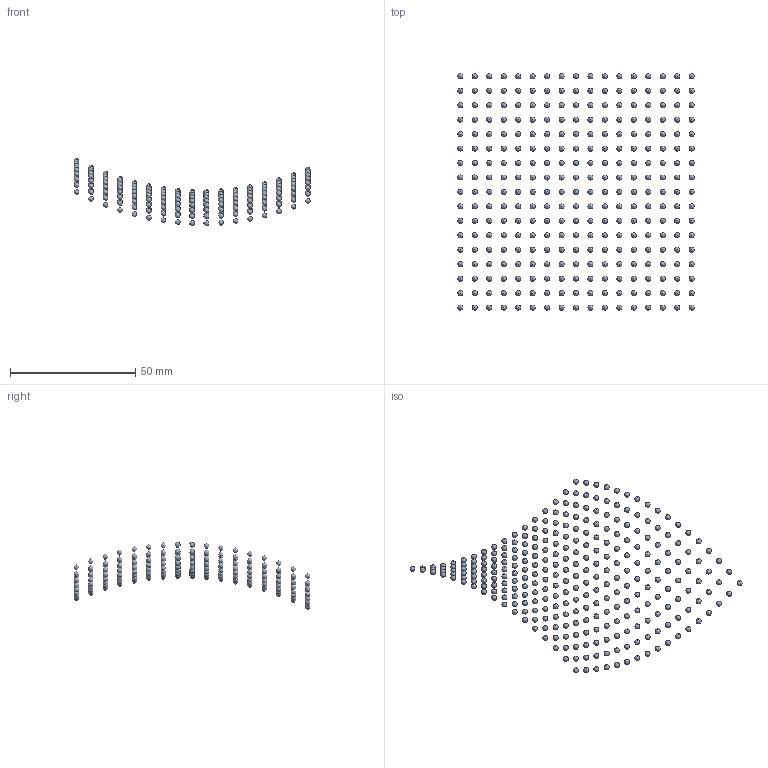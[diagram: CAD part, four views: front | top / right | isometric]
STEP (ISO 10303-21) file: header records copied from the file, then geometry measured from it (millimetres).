
FILE_DESCRIPTION(('Open CASCADE Model'),'2;1');
FILE_NAME('Open CASCADE Shape Model','2024-05-27T13:27:41',('Author'),( 'Open CASCADE'),'Open CASCADE STEP processor 7.7','Open CASCADE 7.7' ,'Unknown');
FILE_SCHEMA(('AUTOMOTIVE_DESIGN { 1 0 10303 214 1 1 1 1 }'));
Length unit declared in the file: millimetre
Products named in the file (290): Open CASCADE STEP translator 7.7 73; Open CASCADE STEP translator 7.7 73.1; Open CASCADE STEP translator 7.7 73.2; Open CASCADE STEP translator 7.7 73.3; Open CASCADE STEP translator 7.7 73.4; Open CASCADE STEP translator 7.7 73.5; Open CASCADE STEP translator 7.7 73.6; Open CASCADE STEP translator 7.7 73.7; Open CASCADE STEP translator 7.7 73.8; Open CASCADE STEP translator 7.7 73.9; Open CASCADE STEP translator 7.7 73.10; Open CASCADE STEP translator 7.7 73.11; Open CASCADE STEP translator 7.7 73.12; Open CASCADE STEP translator 7.7 73.13; Open CASCADE STEP translator 7.7 73.14; Open CASCADE STEP translator 7.7 73.15; Open CASCADE STEP translator 7.7 73.16; Open CASCADE STEP translator 7.7 73.17; Open CASCADE STEP translator 7.7 73.18; Open CASCADE STEP translator 7.7 73.19; Open CASCADE STEP translator 7.7 73.20; Open CASCADE STEP translator 7.7 73.21; Open CASCADE STEP translator 7.7 73.22; Open CASCADE STEP translator 7.7 73.23; Open CASCADE STEP translator 7.7 73.24; Open CASCADE STEP translator 7.7 73.25; Open CASCADE STEP translator 7.7 73.26; Open CASCADE STEP translator 7.7 73.27; Open CASCADE STEP translator 7.7 73.28; Open CASCADE STEP translator 7.7 73.29; Open CASCADE STEP translator 7.7 73.30; Open CASCADE STEP translator 7.7 73.31; Open CASCADE STEP translator 7.7 73.32; Open CASCADE STEP translator 7.7 73.33; Open CASCADE STEP translator 7.7 73.34; Open CASCADE STEP translator 7.7 73.35; Open CASCADE STEP translator 7.7 73.36; Open CASCADE STEP translator 7.7 73.37; Open CASCADE STEP translator 7.7 73.38; Open CASCADE STEP translator 7.7 73.39 ...
Assembly tree (289 placements, depth 2):
  Open CASCADE STEP translator 7.7 73
    Open CASCADE STEP translator 7.7 73.1
    Open CASCADE STEP translator 7.7 73.2
    Open CASCADE STEP translator 7.7 73.3
    Open CASCADE STEP translator 7.7 73.4
    Open CASCADE STEP translator 7.7 73.5
    Open CASCADE STEP translator 7.7 73.6
    Open CASCADE STEP translator 7.7 73.7
    Open CASCADE STEP translator 7.7 73.8
    Open CASCADE STEP translator 7.7 73.9
    Open CASCADE STEP translator 7.7 73.10
    Open CASCADE STEP translator 7.7 73.11
    Open CASCADE STEP translator 7.7 73.12
    Open CASCADE STEP translator 7.7 73.13
    Open CASCADE STEP translator 7.7 73.14
    Open CASCADE STEP translator 7.7 73.15
    Open CASCADE STEP translator 7.7 73.16
    Open CASCADE STEP translator 7.7 73.17
    Open CASCADE STEP translator 7.7 73.18
    Open CASCADE STEP translator 7.7 73.19
    Open CASCADE STEP translator 7.7 73.20
    Open CASCADE STEP translator 7.7 73.21
    Open CASCADE STEP translator 7.7 73.22
    Open CASCADE STEP translator 7.7 73.23
    Open CASCADE STEP translator 7.7 73.24
    Open CASCADE STEP translator 7.7 73.25
    Open CASCADE STEP translator 7.7 73.26
    Open CASCADE STEP translator 7.7 73.27
    Open CASCADE STEP translator 7.7 73.28
    Open CASCADE STEP translator 7.7 73.29
    Open CASCADE STEP translator 7.7 73.30
    Open CASCADE STEP translator 7.7 73.31
    Open CASCADE STEP translator 7.7 73.32
    Open CASCADE STEP translator 7.7 73.33
    Open CASCADE STEP translator 7.7 73.34
    Open CASCADE STEP translator 7.7 73.35
    Open CASCADE STEP translator 7.7 73.36
    Open CASCADE STEP translator 7.7 73.37
    Open CASCADE STEP translator 7.7 73.38
    Open CASCADE STEP translator 7.7 73.39
    Open CASCADE STEP translator 7.7 73.40
    Open CASCADE STEP translator 7.7 73.41
    Open CASCADE STEP translator 7.7 73.42
    Open CASCADE STEP translator 7.7 73.43
    Open CASCADE STEP translator 7.7 73.44
    Open CASCADE STEP translator 7.7 73.45
    Open CASCADE STEP translator 7.7 73.46
    Open CASCADE STEP translator 7.7 73.47
    Open CASCADE STEP translator 7.7 73.48
    Open CASCADE STEP translator 7.7 73.49
    Open CASCADE STEP translator 7.7 73.50
    Open CASCADE STEP translator 7.7 73.51
    Open CASCADE STEP translator 7.7 73.52
    Open CASCADE STEP translator 7.7 73.53
    Open CASCADE STEP translator 7.7 73.54
    Open CASCADE STEP translator 7.7 73.55
    Open CASCADE STEP translator 7.7 73.56
    Open CASCADE STEP translator 7.7 73.57
    Open CASCADE STEP translator 7.7 73.58
    Open CASCADE STEP translator 7.7 73.59
Bounding box: 94.37 x 94.36 x 26.96 mm (x, y, z)
Volume: 1210.6 mm3; surface area: 3631.7 mm2
Topology: 289 solids, 289 shells, 289 faces, 867 edges, 578 vertices
Faces by surface type: sphere 289
Entity records: 8686 total; most frequent: DIRECTION 1158, CARTESIAN_POINT 868, PRODUCT_DEFINITION_SHAPE 579, AXIS2_PLACEMENT_3D 579, SHAPE_DEFINITION_REPRESENTATION 290, PRODUCT_DEFINITION 290, PRODUCT_DEFINITION_FORMATION 290, PRODUCT 290
